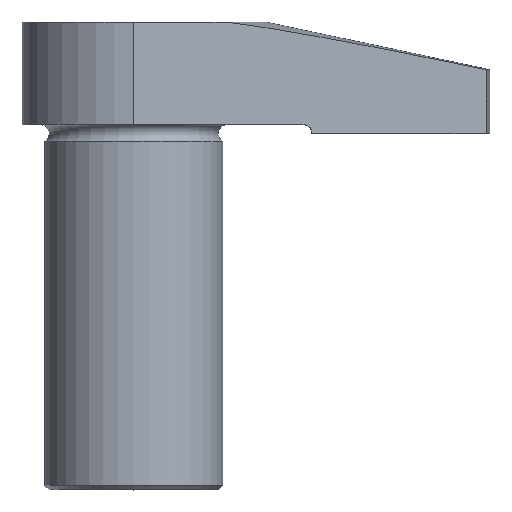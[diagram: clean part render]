
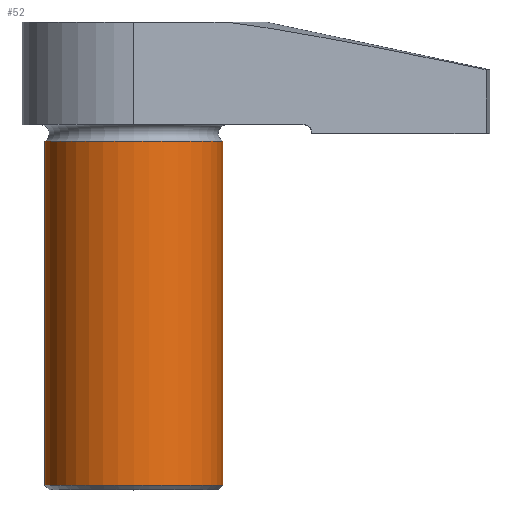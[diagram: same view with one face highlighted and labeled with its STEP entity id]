
A CAD part, top view. The second image highlights one B-rep face of the part: STEP entity #52.
In plain terms, the highlighted cylindrical face has radius 10 mm (diameter 20 mm), a full revolution.
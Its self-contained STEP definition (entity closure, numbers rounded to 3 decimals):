
#52 = ADVANCED_FACE( '', ( #113, #114 ), #115, .T. );
#113 = FACE_OUTER_BOUND( '', #185, .T. );
#114 = FACE_OUTER_BOUND( '', #186, .T. );
#115 = CYLINDRICAL_SURFACE( '', #187, 10. );
#185 = EDGE_LOOP( '', ( #273 ) );
#186 = EDGE_LOOP( '', ( #274 ) );
#187 = AXIS2_PLACEMENT_3D( '', #275, #276, #277 );
#273 = ORIENTED_EDGE( '', *, *, #383, .F. );
#274 = ORIENTED_EDGE( '', *, *, #389, .T. );
#275 = CARTESIAN_POINT( '', ( 0., 52.5, 0. ) );
#276 = DIRECTION( '', ( 0., -1., 0. ) );
#277 = DIRECTION( '', ( 0., 0., 1. ) );
#383 = EDGE_CURVE( '', #444, #444, #445, .T. );
#389 = EDGE_CURVE( '', #453, #453, #454, .T. );
#444 = VERTEX_POINT( '', #533 );
#445 = CIRCLE( '', #534, 10. );
#453 = VERTEX_POINT( '', #544 );
#454 = CIRCLE( '', #545, 10. );
#533 = CARTESIAN_POINT( '', ( 0., 39.134, 10. ) );
#534 = AXIS2_PLACEMENT_3D( '', #613, #614, #615 );
#544 = CARTESIAN_POINT( '', ( 0., 0.5, 10. ) );
#545 = AXIS2_PLACEMENT_3D( '', #621, #622, #623 );
#613 = CARTESIAN_POINT( '', ( 0., 39.134, 0. ) );
#614 = DIRECTION( '', ( 0., 1., 0. ) );
#615 = DIRECTION( '', ( 0., 0., 1. ) );
#621 = CARTESIAN_POINT( '', ( 0., 0.5, 0. ) );
#622 = DIRECTION( '', ( 0., 1., 0. ) );
#623 = DIRECTION( '', ( 0., 0., 1. ) );
